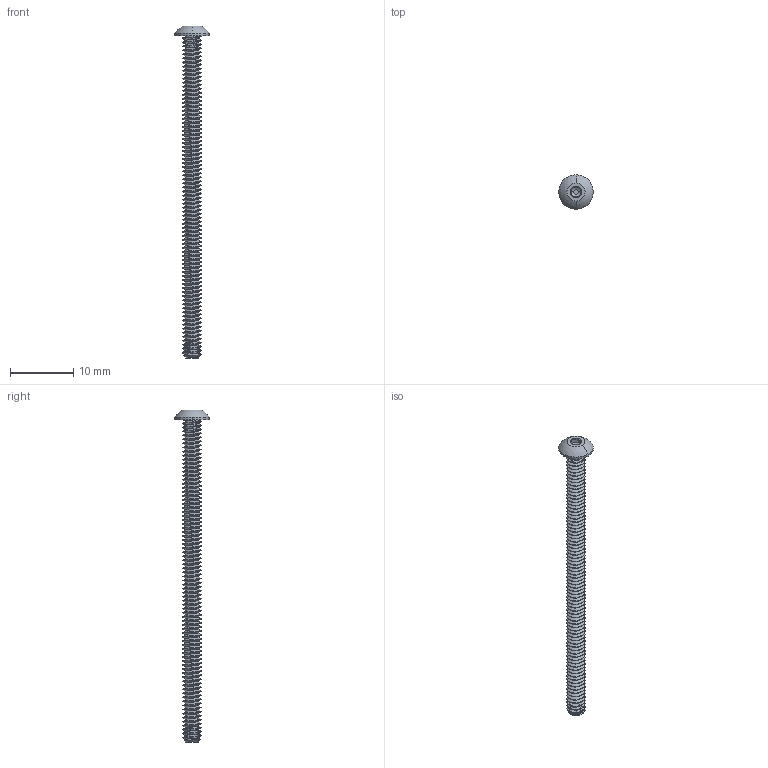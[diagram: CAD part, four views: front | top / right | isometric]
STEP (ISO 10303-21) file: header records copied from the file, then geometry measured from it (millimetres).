
FILE_DESCRIPTION (( 'STEP AP203' ), '1' );
FILE_NAME ('92949A415.step', '2017-05-24T12:46:12', ( '' ), ( '' ), 'SwSTEP 2.0', 'SolidWorks 2014', '' );
FILE_SCHEMA (( 'CONFIG_CONTROL_DESIGN' ));
Length unit declared in the file: inch
Products named in the file (1): 92949A415
Bounding box: 5.41 x 5.41 x 52.3 mm (x, y, z)
Volume: 263.5 mm3; surface area: 740.3 mm2
Topology: 1 solids, 1 shells, 194 faces, 550 edges, 360 vertices
Faces by surface type: cylinder 161, plane 16, cone 12, bspline 3, sphere 2
Entity records: 15938 total; most frequent: CARTESIAN_POINT 11807, ORIENTED_EDGE 1100, DIRECTION 626, EDGE_CURVE 550, VERTEX_POINT 360, AXIS2_PLACEMENT_3D 221, EDGE_LOOP 196, FACE_OUTER_BOUND 194
